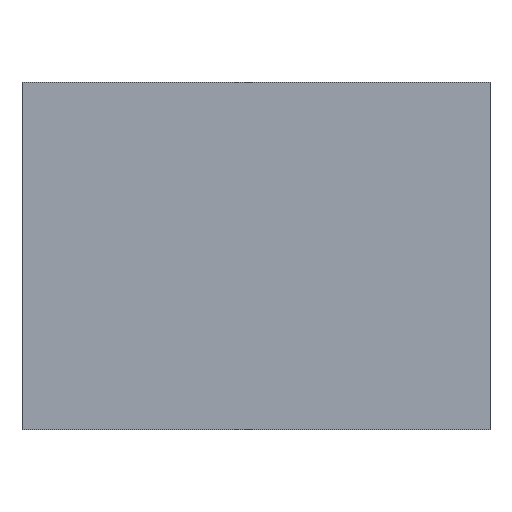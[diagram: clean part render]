
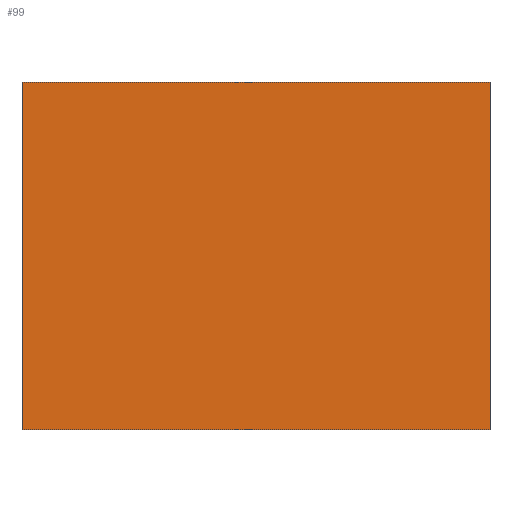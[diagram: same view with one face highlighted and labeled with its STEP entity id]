
A CAD part, top view. The second image highlights one B-rep face of the part: STEP entity #99.
In plain terms, the highlighted planar face has unit normal (0, 0, 1).
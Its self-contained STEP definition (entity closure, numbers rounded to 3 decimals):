
#60=CARTESIAN_POINT('',(0.,0.,2.));
#61=DIRECTION('',(1.,0.,0.));
#62=DIRECTION('',(0.,0.,1.));
#63=AXIS2_PLACEMENT_3D('',#60,#62,#61);
#64=PLANE('',#63);
#65=CARTESIAN_POINT('',(-17.5,-13.,2.));
#66=VERTEX_POINT('',#65);
#67=CARTESIAN_POINT('',(17.5,-13.,2.));
#68=VERTEX_POINT('',#67);
#69=CARTESIAN_POINT('',(-17.5,-13.,2.));
#70=DIRECTION('',(1.,0.,0.));
#71=VECTOR('',#70,35.);
#72=LINE('',#69,#71);
#73=EDGE_CURVE('',#66,#68,#72,.T.);
#74=ORIENTED_EDGE('E5',*,*,#73,.T.);
#75=CARTESIAN_POINT('',(17.5,13.,2.));
#76=VERTEX_POINT('',#75);
#77=CARTESIAN_POINT('',(17.5,-13.,2.));
#78=DIRECTION('',(0.,1.,0.));
#79=VECTOR('',#78,26.);
#80=LINE('',#77,#79);
#81=EDGE_CURVE('',#68,#76,#80,.T.);
#82=ORIENTED_EDGE('E6',*,*,#81,.T.);
#83=CARTESIAN_POINT('',(-17.5,13.,2.));
#84=VERTEX_POINT('',#83);
#85=CARTESIAN_POINT('',(17.5,13.,2.));
#86=DIRECTION('',(-1.,0.,0.));
#87=VECTOR('',#86,35.);
#88=LINE('',#85,#87);
#89=EDGE_CURVE('',#76,#84,#88,.T.);
#90=ORIENTED_EDGE('E7',*,*,#89,.T.);
#91=CARTESIAN_POINT('',(-17.5,13.,2.));
#92=DIRECTION('',(0.,-1.,0.));
#93=VECTOR('',#92,26.);
#94=LINE('',#91,#93);
#95=EDGE_CURVE('',#84,#66,#94,.T.);
#96=ORIENTED_EDGE('E8',*,*,#95,.T.);
#97=EDGE_LOOP('',(#74,#82,#90,#96));
#98=FACE_OUTER_BOUND('',#97,.T.);
#99=ADVANCED_FACE('F2',(#98),#64,.T.);
